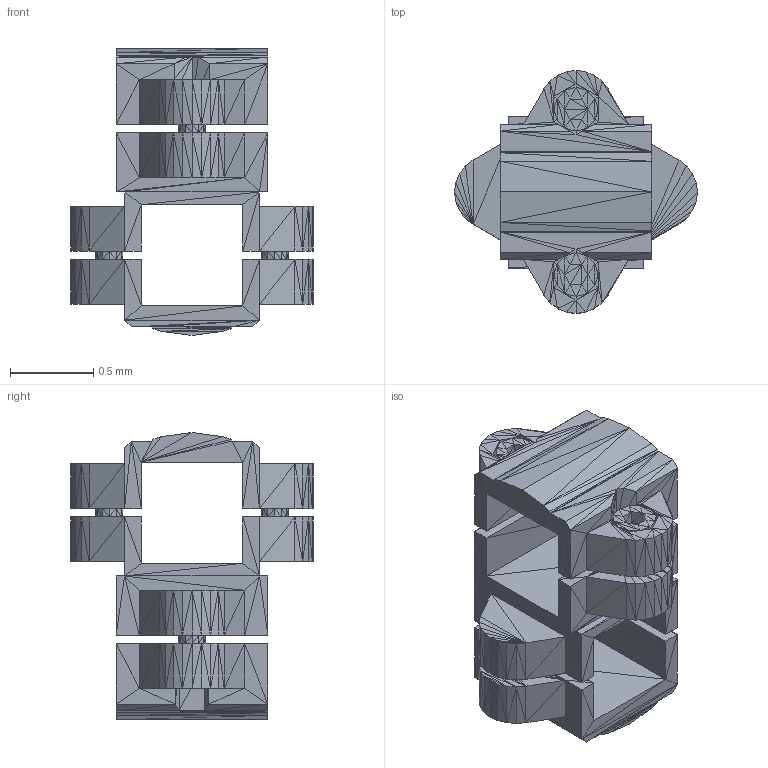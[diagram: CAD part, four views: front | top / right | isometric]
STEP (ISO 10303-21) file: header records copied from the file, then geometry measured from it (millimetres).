
FILE_DESCRIPTION(('FreeCAD Model'),'2;1');
FILE_NAME('Open CASCADE Shape Model','2024-03-30T13:21:36',(''),(''), 'Open CASCADE STEP processor 7.6','FreeCAD','Unknown');
FILE_SCHEMA(('AUTOMOTIVE_DESIGN { 1 0 10303 214 1 1 1 1 }'));
Length unit declared in the file: millimetre
Products named in the file (1): Clamp2_mediumshape_fraunhofer002 (Solid)
Bounding box: 1.46 x 1.46 x 1.72 mm (x, y, z)
Volume: 0.8 mm3; surface area: 14.7 mm2
Topology: 1 solids, 1 shells, 1188 faces, 1782 edges, 592 vertices
Faces by surface type: plane 1188
Entity records: 46357 total; most frequent: DIRECTION 7724, CARTESIAN_POINT 7127, LINE 5346, VECTOR 5346, ORIENTED_EDGE 3564, PCURVE 3564, DEFINITIONAL_REPRESENTATION 3564, EDGE_CURVE 1782
